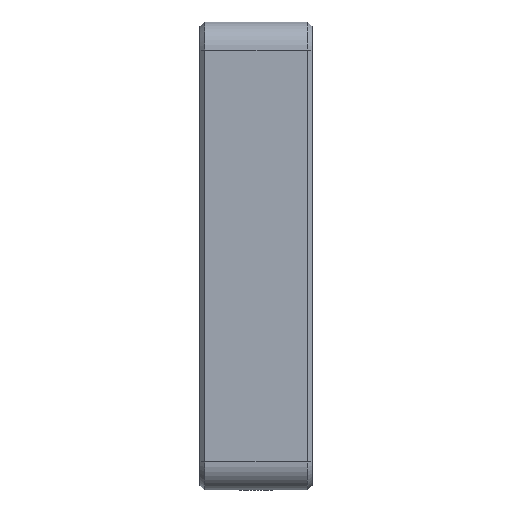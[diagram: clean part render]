
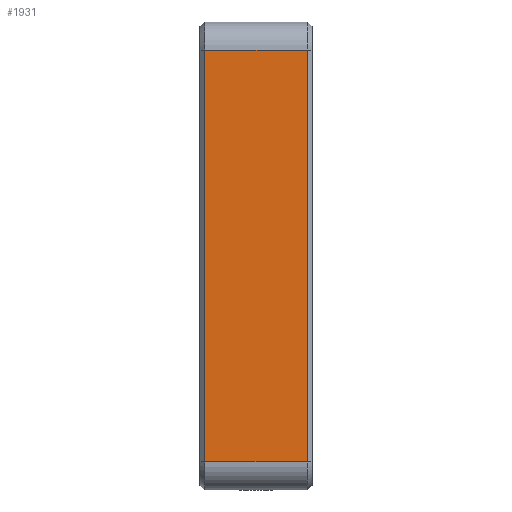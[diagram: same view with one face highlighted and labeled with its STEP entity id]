
A CAD part, front view. The second image highlights one B-rep face of the part: STEP entity #1931.
In plain terms, the highlighted planar face has unit normal (0, -1, 0).
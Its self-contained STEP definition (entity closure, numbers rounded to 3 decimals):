
#453 = DIRECTION ( 'NONE',  ( 0., 0., 1. ) ) ;
#581 = EDGE_CURVE ( 'NONE', #4220, #11039, #11338, .T. ) ;
#1317 = ORIENTED_EDGE ( 'NONE', *, *, #581, .F. ) ;
#1373 = CARTESIAN_POINT ( 'NONE',  ( 3., -12.5, 11. ) ) ;
#1931 = ADVANCED_FACE ( 'NONE', ( #10476 ), #8478, .F. ) ;
#2027 = CARTESIAN_POINT ( 'NONE',  ( -2.75, -12.5, -11. ) ) ;
#2501 = CARTESIAN_POINT ( 'NONE',  ( 3., -12.5, 12.5 ) ) ;
#2715 = VERTEX_POINT ( 'NONE', #6020 ) ;
#2826 = VECTOR ( 'NONE', #4095, 1000. ) ;
#3270 = CARTESIAN_POINT ( 'NONE',  ( 2.75, -12.5, 0. ) ) ;
#3565 = EDGE_LOOP ( 'NONE', ( #7283, #6721, #3933, #1317 ) ) ;
#3647 = CARTESIAN_POINT ( 'NONE',  ( -2.75, -12.5, 12.5 ) ) ;
#3933 = ORIENTED_EDGE ( 'NONE', *, *, #11288, .F. ) ;
#4095 = DIRECTION ( 'NONE',  ( 0., 0., -1. ) ) ;
#4220 = VERTEX_POINT ( 'NONE', #8309 ) ;
#4342 = EDGE_CURVE ( 'NONE', #11502, #4220, #6912, .T. ) ;
#4529 = DIRECTION ( 'NONE',  ( 0., 0., 1. ) ) ;
#4860 = DIRECTION ( 'NONE',  ( 1., 0., 0. ) ) ;
#5757 = CARTESIAN_POINT ( 'NONE',  ( 2.75, -12.5, 11. ) ) ;
#6020 = CARTESIAN_POINT ( 'NONE',  ( 2.75, -12.5, -11. ) ) ;
#6508 = VECTOR ( 'NONE', #8594, 1000. ) ;
#6721 = ORIENTED_EDGE ( 'NONE', *, *, #8592, .F. ) ;
#6912 = LINE ( 'NONE', #3647, #10087 ) ;
#7283 = ORIENTED_EDGE ( 'NONE', *, *, #4342, .F. ) ;
#8309 = CARTESIAN_POINT ( 'NONE',  ( -2.75, -12.5, 11. ) ) ;
#8478 = PLANE ( 'NONE',  #10239 ) ;
#8592 = EDGE_CURVE ( 'NONE', #2715, #11502, #11424, .T. ) ;
#8594 = DIRECTION ( 'NONE',  ( -1., 0., 0. ) ) ;
#8758 = VECTOR ( 'NONE', #4860, 1000. ) ;
#9378 = LINE ( 'NONE', #3270, #2826 ) ;
#9527 = DIRECTION ( 'NONE',  ( 0., 1., 0. ) ) ;
#10087 = VECTOR ( 'NONE', #4529, 1000. ) ;
#10239 = AXIS2_PLACEMENT_3D ( 'NONE', #2501, #9527, #453 ) ;
#10476 = FACE_OUTER_BOUND ( 'NONE', #3565, .T. ) ;
#10530 = CARTESIAN_POINT ( 'NONE',  ( 3., -12.5, -11. ) ) ;
#11039 = VERTEX_POINT ( 'NONE', #5757 ) ;
#11288 = EDGE_CURVE ( 'NONE', #11039, #2715, #9378, .T. ) ;
#11338 = LINE ( 'NONE', #1373, #8758 ) ;
#11424 = LINE ( 'NONE', #10530, #6508 ) ;
#11502 = VERTEX_POINT ( 'NONE', #2027 ) ;
